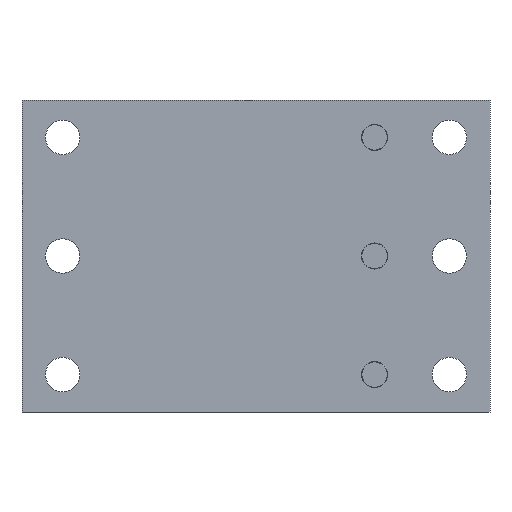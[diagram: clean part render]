
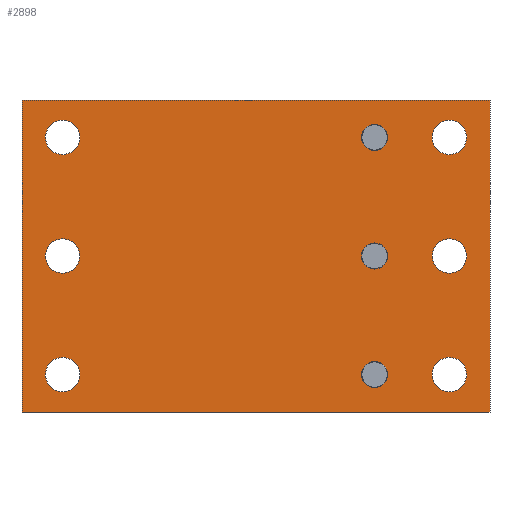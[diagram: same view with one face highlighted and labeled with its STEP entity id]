
A CAD part, front view. The second image highlights one B-rep face of the part: STEP entity #2898.
In plain terms, the highlighted planar face has unit normal (0, -1, 0).
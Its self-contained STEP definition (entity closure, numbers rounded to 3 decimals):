
#1543=CARTESIAN_POINT('',(56.5,-35.0,88.0));
#1544=VERTEX_POINT('',#1543);
#1545=CARTESIAN_POINT('',(62.0,-35.0,88.0));
#1546=DIRECTION('',(0.0,1.0,0.0));
#1547=DIRECTION('',(1.0,0.0,0.0));
#1548=AXIS2_PLACEMENT_3D('',#1545,#1546,#1547);
#1549=CIRCLE('',#1548,5.5);
#1550=EDGE_CURVE('',#1544,#1544,#1549,.T.);
#1653=CARTESIAN_POINT('',(56.5,-35.0,50.0));
#1654=VERTEX_POINT('',#1653);
#1655=CARTESIAN_POINT('',(62.0,-35.0,50.0));
#1656=DIRECTION('',(0.0,1.0,0.0));
#1657=DIRECTION('',(1.0,0.0,0.0));
#1658=AXIS2_PLACEMENT_3D('',#1655,#1656,#1657);
#1659=CIRCLE('',#1658,5.5);
#1660=EDGE_CURVE('',#1654,#1654,#1659,.T.);
#1763=CARTESIAN_POINT('',(56.5,-35.0,12.));
#1764=VERTEX_POINT('',#1763);
#1765=CARTESIAN_POINT('',(62.0,-35.0,12.));
#1766=DIRECTION('',(0.0,1.0,0.0));
#1767=DIRECTION('',(1.0,0.0,0.0));
#1768=AXIS2_PLACEMENT_3D('',#1765,#1766,#1767);
#1769=CIRCLE('',#1768,5.5);
#1770=EDGE_CURVE('',#1764,#1764,#1769,.T.);
#1873=CARTESIAN_POINT('',(-67.5,-35.0,88.0));
#1874=VERTEX_POINT('',#1873);
#1875=CARTESIAN_POINT('',(-62.,-35.0,88.0));
#1876=DIRECTION('',(0.0,1.0,0.0));
#1877=DIRECTION('',(1.0,0.0,0.0));
#1878=AXIS2_PLACEMENT_3D('',#1875,#1876,#1877);
#1879=CIRCLE('',#1878,5.5);
#1880=EDGE_CURVE('',#1874,#1874,#1879,.T.);
#1983=CARTESIAN_POINT('',(-67.5,-35.0,50.0));
#1984=VERTEX_POINT('',#1983);
#1985=CARTESIAN_POINT('',(-62.,-35.0,50.0));
#1986=DIRECTION('',(0.0,1.0,0.0));
#1987=DIRECTION('',(1.0,0.0,0.0));
#1988=AXIS2_PLACEMENT_3D('',#1985,#1986,#1987);
#1989=CIRCLE('',#1988,5.5);
#1990=EDGE_CURVE('',#1984,#1984,#1989,.T.);
#2093=CARTESIAN_POINT('',(-67.5,-35.0,12.));
#2094=VERTEX_POINT('',#2093);
#2095=CARTESIAN_POINT('',(-62.,-35.0,12.));
#2096=DIRECTION('',(0.0,1.0,0.0));
#2097=DIRECTION('',(1.0,0.0,0.0));
#2098=AXIS2_PLACEMENT_3D('',#2095,#2096,#2097);
#2099=CIRCLE('',#2098,5.5);
#2100=EDGE_CURVE('',#2094,#2094,#2099,.T.);
#2361=CARTESIAN_POINT('',(33.812,-35.0,88.0));
#2362=VERTEX_POINT('',#2361);
#2363=CARTESIAN_POINT('',(38.0,-35.0,88.0));
#2364=DIRECTION('',(0.0,1.0,0.0));
#2365=DIRECTION('',(1.0,0.0,0.0));
#2366=AXIS2_PLACEMENT_3D('',#2363,#2364,#2365);
#2367=CIRCLE('',#2366,4.188);
#2368=EDGE_CURVE('',#2362,#2362,#2367,.T.);
#2443=CARTESIAN_POINT('',(33.812,-35.0,50.0));
#2444=VERTEX_POINT('',#2443);
#2445=CARTESIAN_POINT('',(38.0,-35.0,50.0));
#2446=DIRECTION('',(0.0,1.0,0.0));
#2447=DIRECTION('',(1.0,0.0,0.0));
#2448=AXIS2_PLACEMENT_3D('',#2445,#2446,#2447);
#2449=CIRCLE('',#2448,4.188);
#2450=EDGE_CURVE('',#2444,#2444,#2449,.T.);
#2525=CARTESIAN_POINT('',(33.812,-35.0,12.));
#2526=VERTEX_POINT('',#2525);
#2527=CARTESIAN_POINT('',(38.0,-35.0,12.));
#2528=DIRECTION('',(0.0,1.0,0.0));
#2529=DIRECTION('',(1.0,0.0,0.0));
#2530=AXIS2_PLACEMENT_3D('',#2527,#2528,#2529);
#2531=CIRCLE('',#2530,4.188);
#2532=EDGE_CURVE('',#2526,#2526,#2531,.T.);
#2815=CARTESIAN_POINT('',(75.,-35.,100.0));
#2816=VERTEX_POINT('',#2815);
#2823=CARTESIAN_POINT('',(75.,-35.,0.0));
#2824=VERTEX_POINT('',#2823);
#2825=CARTESIAN_POINT('',(75.,-35.,0.0));
#2826=DIRECTION('',(0.0,0.0,1.0));
#2827=VECTOR('',#2826,100.0);
#2828=LINE('',#2825,#2827);
#2829=EDGE_CURVE('',#2824,#2816,#2828,.T.);
#2841=CARTESIAN_POINT('',(75.,-35.,0.0));
#2842=DIRECTION('',(0.0,-1.0,0.0));
#2843=DIRECTION('',(0.0,0.0,-1.0));
#2844=AXIS2_PLACEMENT_3D('',#2841,#2842,#2843);
#2845=PLANE('',#2844);
#2846=CARTESIAN_POINT('',(-75.,-35.,100.0));
#2847=VERTEX_POINT('',#2846);
#2848=CARTESIAN_POINT('',(75.,-35.,100.0));
#2849=DIRECTION('',(-1.0,0.0,0.0));
#2850=VECTOR('',#2849,150.0);
#2851=LINE('',#2848,#2850);
#2852=EDGE_CURVE('',#2816,#2847,#2851,.T.);
#2853=ORIENTED_EDGE('',*,*,#2852,.T.);
#2854=CARTESIAN_POINT('',(-75.,-35.,0.0));
#2855=VERTEX_POINT('',#2854);
#2856=CARTESIAN_POINT('',(-75.,-35.,0.0));
#2857=DIRECTION('',(0.0,0.0,1.0));
#2858=VECTOR('',#2857,100.0);
#2859=LINE('',#2856,#2858);
#2860=EDGE_CURVE('',#2855,#2847,#2859,.T.);
#2861=ORIENTED_EDGE('',*,*,#2860,.F.);
#2862=CARTESIAN_POINT('',(75.,-35.,0.0));
#2863=DIRECTION('',(-1.0,0.0,0.0));
#2864=VECTOR('',#2863,150.0);
#2865=LINE('',#2862,#2864);
#2866=EDGE_CURVE('',#2824,#2855,#2865,.T.);
#2867=ORIENTED_EDGE('',*,*,#2866,.F.);
#2868=ORIENTED_EDGE('',*,*,#2829,.T.);
#2869=EDGE_LOOP('',(#2853,#2861,#2867,#2868));
#2870=FACE_OUTER_BOUND('',#2869,.T.);
#2871=ORIENTED_EDGE('',*,*,#1550,.T.);
#2872=EDGE_LOOP('',(#2871));
#2873=FACE_BOUND('',#2872,.T.);
#2874=ORIENTED_EDGE('',*,*,#1660,.T.);
#2875=EDGE_LOOP('',(#2874));
#2876=FACE_BOUND('',#2875,.T.);
#2877=ORIENTED_EDGE('',*,*,#1770,.T.);
#2878=EDGE_LOOP('',(#2877));
#2879=FACE_BOUND('',#2878,.T.);
#2880=ORIENTED_EDGE('',*,*,#1880,.T.);
#2881=EDGE_LOOP('',(#2880));
#2882=FACE_BOUND('',#2881,.T.);
#2883=ORIENTED_EDGE('',*,*,#1990,.T.);
#2884=EDGE_LOOP('',(#2883));
#2885=FACE_BOUND('',#2884,.T.);
#2886=ORIENTED_EDGE('',*,*,#2100,.T.);
#2887=EDGE_LOOP('',(#2886));
#2888=FACE_BOUND('',#2887,.T.);
#2889=ORIENTED_EDGE('',*,*,#2368,.T.);
#2890=EDGE_LOOP('',(#2889));
#2891=FACE_BOUND('',#2890,.T.);
#2892=ORIENTED_EDGE('',*,*,#2450,.T.);
#2893=EDGE_LOOP('',(#2892));
#2894=FACE_BOUND('',#2893,.T.);
#2895=ORIENTED_EDGE('',*,*,#2532,.T.);
#2896=EDGE_LOOP('',(#2895));
#2897=FACE_BOUND('',#2896,.T.);
#2898=ADVANCED_FACE('',(#2870,#2873,#2876,#2879,#2882,#2885,#2888,#2891,#2894,#2897),#2845,.T.);
